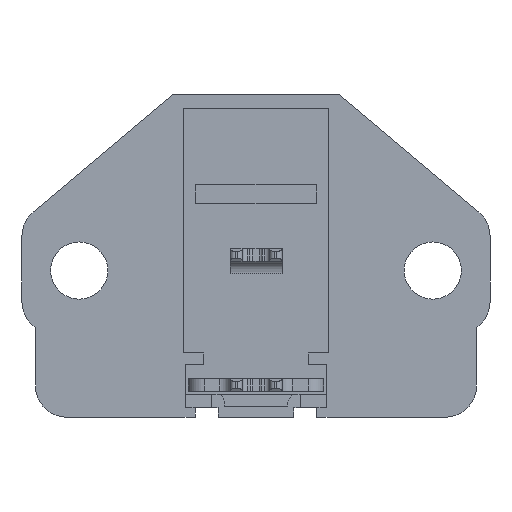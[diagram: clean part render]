
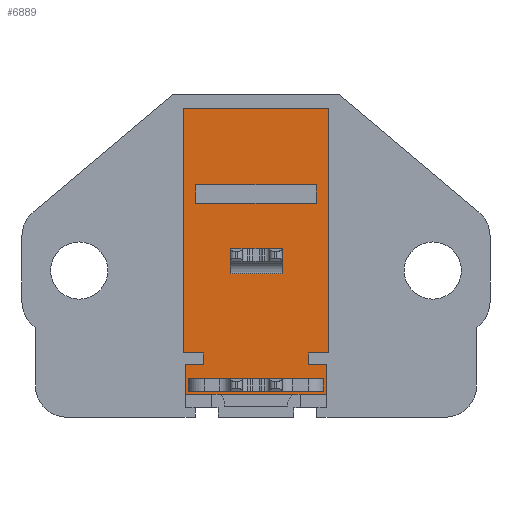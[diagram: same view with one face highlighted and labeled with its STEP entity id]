
A CAD part, front view. The second image highlights one B-rep face of the part: STEP entity #6889.
In plain terms, the highlighted planar face has unit normal (0, -1, 0).
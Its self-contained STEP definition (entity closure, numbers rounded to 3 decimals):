
#6042=CARTESIAN_POINT('Vertex',(29.281,12.,2.197)) ;
#6045=CARTESIAN_POINT('Line Origine',(22.5,12.,2.197)) ;
#6049=CARTESIAN_POINT('Vertex',(15.719,12.,2.197)) ;
#6577=CARTESIAN_POINT('Vertex',(29.281,12.,5.074)) ;
#6580=CARTESIAN_POINT('Line Origine',(29.281,12.,3.635)) ;
#6603=CARTESIAN_POINT('Vertex',(27.55,12.,5.074)) ;
#6606=CARTESIAN_POINT('Line Origine',(28.415,12.,5.074)) ;
#6627=CARTESIAN_POINT('Vertex',(27.55,12.,6.176)) ;
#6630=CARTESIAN_POINT('Line Origine',(27.55,12.,5.625)) ;
#6651=CARTESIAN_POINT('Vertex',(29.481,12.,6.176)) ;
#6654=CARTESIAN_POINT('Line Origine',(28.515,12.,6.176)) ;
#6675=CARTESIAN_POINT('Vertex',(29.481,12.,29.724)) ;
#6678=CARTESIAN_POINT('Line Origine',(29.481,12.,17.95)) ;
#6699=CARTESIAN_POINT('Vertex',(15.519,12.,29.724)) ;
#6702=CARTESIAN_POINT('Line Origine',(22.5,12.,29.724)) ;
#6723=CARTESIAN_POINT('Vertex',(15.519,12.,6.176)) ;
#6726=CARTESIAN_POINT('Line Origine',(15.519,12.,17.95)) ;
#6742=CARTESIAN_POINT('Vertex',(17.45,12.,6.176)) ;
#6745=CARTESIAN_POINT('Line Origine',(16.485,12.,6.176)) ;
#6766=CARTESIAN_POINT('Vertex',(17.45,12.,5.074)) ;
#6769=CARTESIAN_POINT('Line Origine',(17.45,12.,5.625)) ;
#6785=CARTESIAN_POINT('Vertex',(15.719,12.,5.074)) ;
#6788=CARTESIAN_POINT('Line Origine',(16.585,12.,5.074)) ;
#6805=CARTESIAN_POINT('Line Origine',(15.719,12.,3.635)) ;
#6836=CARTESIAN_POINT('Axis2P3D Location',(0.,12.,0.)) ;
#6855=CARTESIAN_POINT('Line Origine',(22.5,12.,20.55)) ;
#6859=CARTESIAN_POINT('Vertex',(16.7,12.,20.55)) ;
#6861=CARTESIAN_POINT('Vertex',(28.3,12.,20.55)) ;
#6864=CARTESIAN_POINT('Line Origine',(16.7,12.,21.45)) ;
#6868=CARTESIAN_POINT('Vertex',(16.7,12.,22.35)) ;
#6871=CARTESIAN_POINT('Line Origine',(22.5,12.,22.35)) ;
#6875=CARTESIAN_POINT('Vertex',(28.3,12.,22.35)) ;
#6878=CARTESIAN_POINT('Line Origine',(28.3,12.,21.45)) ;
#6046=DIRECTION('Vector Direction',(1.,0.,0.)) ;
#6581=DIRECTION('Vector Direction',(0.,0.,1.)) ;
#6607=DIRECTION('Vector Direction',(-1.,0.,0.)) ;
#6631=DIRECTION('Vector Direction',(0.,0.,1.)) ;
#6655=DIRECTION('Vector Direction',(1.,0.,0.)) ;
#6679=DIRECTION('Vector Direction',(0.,0.,-1.)) ;
#6703=DIRECTION('Vector Direction',(-1.,0.,0.)) ;
#6727=DIRECTION('Vector Direction',(0.,0.,1.)) ;
#6746=DIRECTION('Vector Direction',(1.,0.,0.)) ;
#6770=DIRECTION('Vector Direction',(0.,0.,1.)) ;
#6789=DIRECTION('Vector Direction',(-1.,0.,0.)) ;
#6806=DIRECTION('Vector Direction',(0.,0.,-1.)) ;
#6837=DIRECTION('Axis2P3D Direction',(0.,-1.,0.)) ;
#6838=DIRECTION('Axis2P3D XDirection',(1.,0.,0.)) ;
#6856=DIRECTION('Vector Direction',(-1.,0.,0.)) ;
#6865=DIRECTION('Vector Direction',(0.,0.,1.)) ;
#6872=DIRECTION('Vector Direction',(-1.,0.,0.)) ;
#6879=DIRECTION('Vector Direction',(0.,0.,1.)) ;
#6839=AXIS2_PLACEMENT_3D('Plane Axis2P3D',#6836,#6837,#6838) ;
#6842=ORIENTED_EDGE('',*,*,#6634,.T.) ;
#6843=ORIENTED_EDGE('',*,*,#6658,.T.) ;
#6844=ORIENTED_EDGE('',*,*,#6682,.T.) ;
#6845=ORIENTED_EDGE('',*,*,#6706,.T.) ;
#6846=ORIENTED_EDGE('',*,*,#6730,.T.) ;
#6847=ORIENTED_EDGE('',*,*,#6749,.T.) ;
#6848=ORIENTED_EDGE('',*,*,#6773,.T.) ;
#6849=ORIENTED_EDGE('',*,*,#6792,.T.) ;
#6850=ORIENTED_EDGE('',*,*,#6809,.T.) ;
#6851=ORIENTED_EDGE('',*,*,#6051,.T.) ;
#6852=ORIENTED_EDGE('',*,*,#6584,.T.) ;
#6853=ORIENTED_EDGE('',*,*,#6610,.T.) ;
#6884=ORIENTED_EDGE('',*,*,#6863,.F.) ;
#6885=ORIENTED_EDGE('',*,*,#6870,.F.) ;
#6886=ORIENTED_EDGE('',*,*,#6877,.F.) ;
#6887=ORIENTED_EDGE('',*,*,#6882,.F.) ;
#6888=FACE_BOUND('',#6883,.T.) ;
#6047=VECTOR('Line Direction',#6046,1.) ;
#6582=VECTOR('Line Direction',#6581,1.) ;
#6608=VECTOR('Line Direction',#6607,1.) ;
#6632=VECTOR('Line Direction',#6631,1.) ;
#6656=VECTOR('Line Direction',#6655,1.) ;
#6680=VECTOR('Line Direction',#6679,1.) ;
#6704=VECTOR('Line Direction',#6703,1.) ;
#6728=VECTOR('Line Direction',#6727,1.) ;
#6747=VECTOR('Line Direction',#6746,1.) ;
#6771=VECTOR('Line Direction',#6770,1.) ;
#6790=VECTOR('Line Direction',#6789,1.) ;
#6807=VECTOR('Line Direction',#6806,1.) ;
#6857=VECTOR('Line Direction',#6856,1.) ;
#6866=VECTOR('Line Direction',#6865,1.) ;
#6873=VECTOR('Line Direction',#6872,1.) ;
#6880=VECTOR('Line Direction',#6879,1.) ;
#6889=ADVANCED_FACE('1pole',(#6854,#6888),#6840,.T.) ;
#6051=EDGE_CURVE('',#6050,#6043,#6048,.T.) ;
#6584=EDGE_CURVE('',#6043,#6578,#6583,.T.) ;
#6610=EDGE_CURVE('',#6578,#6604,#6609,.T.) ;
#6634=EDGE_CURVE('',#6604,#6628,#6633,.T.) ;
#6658=EDGE_CURVE('',#6628,#6652,#6657,.T.) ;
#6682=EDGE_CURVE('',#6652,#6676,#6681,.F.) ;
#6706=EDGE_CURVE('',#6676,#6700,#6705,.T.) ;
#6730=EDGE_CURVE('',#6700,#6724,#6729,.F.) ;
#6749=EDGE_CURVE('',#6724,#6743,#6748,.T.) ;
#6773=EDGE_CURVE('',#6743,#6767,#6772,.F.) ;
#6792=EDGE_CURVE('',#6767,#6786,#6791,.T.) ;
#6809=EDGE_CURVE('',#6786,#6050,#6808,.T.) ;
#6863=EDGE_CURVE('',#6860,#6862,#6858,.F.) ;
#6870=EDGE_CURVE('',#6869,#6860,#6867,.F.) ;
#6877=EDGE_CURVE('',#6876,#6869,#6874,.T.) ;
#6882=EDGE_CURVE('',#6862,#6876,#6881,.T.) ;
#6841=EDGE_LOOP('',(#6842,#6843,#6844,#6845,#6846,#6847,#6848,#6849,#6850,#6851,#6852,#6853)) ;
#6883=EDGE_LOOP('',(#6884,#6885,#6886,#6887)) ;
#6854=FACE_OUTER_BOUND('',#6841,.T.) ;
#6048=LINE('Line',#6045,#6047) ;
#6583=LINE('Line',#6580,#6582) ;
#6609=LINE('Line',#6606,#6608) ;
#6633=LINE('Line',#6630,#6632) ;
#6657=LINE('Line',#6654,#6656) ;
#6681=LINE('Line',#6678,#6680) ;
#6705=LINE('Line',#6702,#6704) ;
#6729=LINE('Line',#6726,#6728) ;
#6748=LINE('Line',#6745,#6747) ;
#6772=LINE('Line',#6769,#6771) ;
#6791=LINE('Line',#6788,#6790) ;
#6808=LINE('Line',#6805,#6807) ;
#6858=LINE('Line',#6855,#6857) ;
#6867=LINE('Line',#6864,#6866) ;
#6874=LINE('Line',#6871,#6873) ;
#6881=LINE('Line',#6878,#6880) ;
#6840=PLANE('',#6839) ;
#6043=VERTEX_POINT('',#6042) ;
#6050=VERTEX_POINT('',#6049) ;
#6578=VERTEX_POINT('',#6577) ;
#6604=VERTEX_POINT('',#6603) ;
#6628=VERTEX_POINT('',#6627) ;
#6652=VERTEX_POINT('',#6651) ;
#6676=VERTEX_POINT('',#6675) ;
#6700=VERTEX_POINT('',#6699) ;
#6724=VERTEX_POINT('',#6723) ;
#6743=VERTEX_POINT('',#6742) ;
#6767=VERTEX_POINT('',#6766) ;
#6786=VERTEX_POINT('',#6785) ;
#6860=VERTEX_POINT('',#6859) ;
#6862=VERTEX_POINT('',#6861) ;
#6869=VERTEX_POINT('',#6868) ;
#6876=VERTEX_POINT('',#6875) ;
